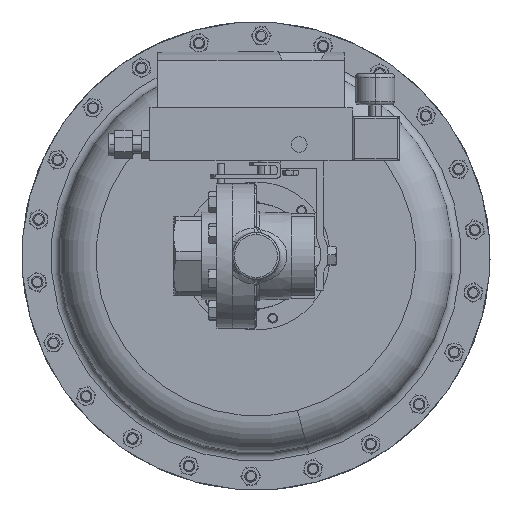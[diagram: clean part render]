
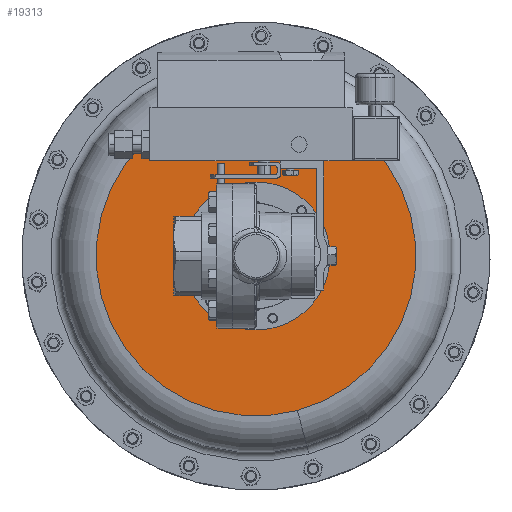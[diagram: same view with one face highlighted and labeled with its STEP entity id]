
A CAD part, front view. The second image highlights one B-rep face of the part: STEP entity #19313.
In plain terms, the highlighted planar face has unit normal (0, -1, 0).
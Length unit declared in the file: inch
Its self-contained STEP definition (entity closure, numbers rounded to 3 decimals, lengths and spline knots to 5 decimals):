
#538 = EDGE_CURVE ( 'NONE', #37778, #22758, #12714, .T. ) ;
#1105 = CARTESIAN_POINT ( 'NONE',  ( 0., 7.2525, 0. ) ) ;
#3127 = AXIS2_PLACEMENT_3D ( 'NONE', #17710, #41571, #21155 ) ;
#3502 = DIRECTION ( 'NONE',  ( 0., 1., 0. ) ) ;
#3859 = CIRCLE ( 'NONE', #7836, 2.375 ) ;
#4538 = DIRECTION ( 'NONE',  ( 0.707, 0., -0.707 ) ) ;
#4632 = AXIS2_PLACEMENT_3D ( 'NONE', #5398, #29256, #8809 ) ;
#5398 = CARTESIAN_POINT ( 'NONE',  ( 0., 7.2525, 0. ) ) ;
#5473 = EDGE_CURVE ( 'NONE', #22758, #37778, #3859, .T. ) ;
#6349 = EDGE_LOOP ( 'NONE', ( #16430, #14906 ) ) ;
#7836 = AXIS2_PLACEMENT_3D ( 'NONE', #1105, #24978, #4538 ) ;
#8487 = CARTESIAN_POINT ( 'NONE',  ( -1.32645, 7.2525, 4.95037 ) ) ;
#8809 = DIRECTION ( 'NONE',  ( -0.259, 0., 0.966 ) ) ;
#12057 = EDGE_CURVE ( 'NONE', #20090, #14305, #39497, .T. ) ;
#12714 = CIRCLE ( 'NONE', #3127, 2.375 ) ;
#12902 = PLANE ( 'NONE',  #13491 ) ;
#13060 = DIRECTION ( 'NONE',  ( 0.259, 0., -0.966 ) ) ;
#13179 = ORIENTED_EDGE ( 'NONE', *, *, #5473, .T. ) ;
#13491 = AXIS2_PLACEMENT_3D ( 'NONE', #26641, #33520, #13060 ) ;
#14305 = VERTEX_POINT ( 'NONE', #16702 ) ;
#14906 = ORIENTED_EDGE ( 'NONE', *, *, #40541, .F. ) ;
#16430 = ORIENTED_EDGE ( 'NONE', *, *, #12057, .F. ) ;
#16702 = CARTESIAN_POINT ( 'NONE',  ( 1.32645, 7.2525, -4.95037 ) ) ;
#17555 = AXIS2_PLACEMENT_3D ( 'NONE', #23955, #3502, #27401 ) ;
#17710 = CARTESIAN_POINT ( 'NONE',  ( 0., 7.2525, 0. ) ) ;
#18414 = ORIENTED_EDGE ( 'NONE', *, *, #538, .T. ) ;
#19313 = ADVANCED_FACE ( 'NONE', ( #36384, #20374 ), #12902, .T. ) ;
#20090 = VERTEX_POINT ( 'NONE', #8487 ) ;
#20374 = FACE_BOUND ( 'NONE', #40562, .T. ) ;
#21155 = DIRECTION ( 'NONE',  ( 0.707, 0., -0.707 ) ) ;
#22758 = VERTEX_POINT ( 'NONE', #38334 ) ;
#23135 = CIRCLE ( 'NONE', #4632, 5.125 ) ;
#23955 = CARTESIAN_POINT ( 'NONE',  ( 0., 7.2525, 0. ) ) ;
#24978 = DIRECTION ( 'NONE',  ( 0., 1., 0. ) ) ;
#26641 = CARTESIAN_POINT ( 'NONE',  ( 4.95037, 7.2525, 1.32645 ) ) ;
#27401 = DIRECTION ( 'NONE',  ( -0.259, 0., 0.966 ) ) ;
#28077 = CARTESIAN_POINT ( 'NONE',  ( 1.67938, 7.2525, -1.67938 ) ) ;
#29256 = DIRECTION ( 'NONE',  ( 0., 1., 0. ) ) ;
#33520 = DIRECTION ( 'NONE',  ( 0., -1., 0. ) ) ;
#36384 = FACE_OUTER_BOUND ( 'NONE', #6349, .T. ) ;
#37778 = VERTEX_POINT ( 'NONE', #28077 ) ;
#38334 = CARTESIAN_POINT ( 'NONE',  ( -1.67938, 7.2525, 1.67938 ) ) ;
#39497 = CIRCLE ( 'NONE', #17555, 5.125 ) ;
#40541 = EDGE_CURVE ( 'NONE', #14305, #20090, #23135, .T. ) ;
#40562 = EDGE_LOOP ( 'NONE', ( #13179, #18414 ) ) ;
#41571 = DIRECTION ( 'NONE',  ( 0., 1., 0. ) ) ;
